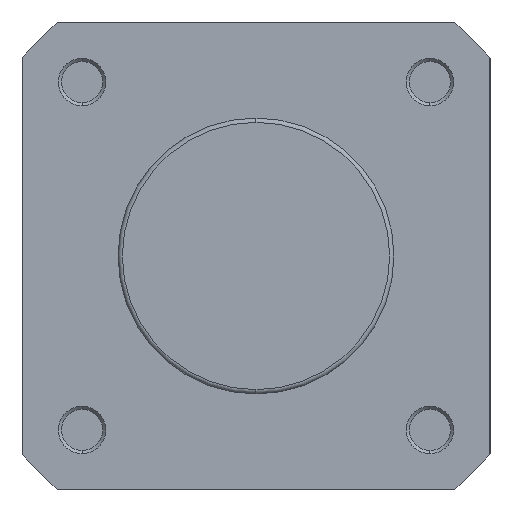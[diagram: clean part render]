
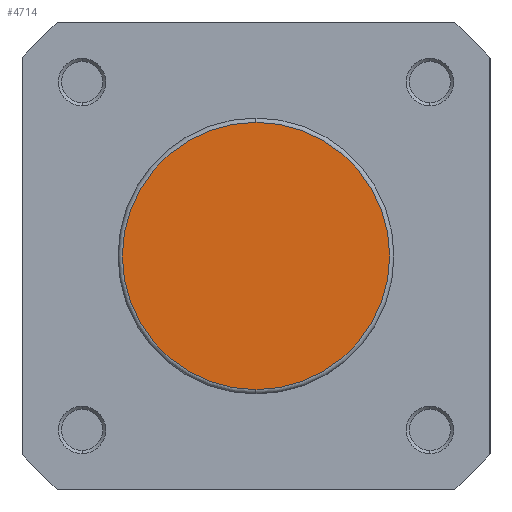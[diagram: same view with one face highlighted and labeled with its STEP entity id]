
A CAD part, left-side view. The second image highlights one B-rep face of the part: STEP entity #4714.
In plain terms, the highlighted planar face has unit normal (-1, 0, 0).
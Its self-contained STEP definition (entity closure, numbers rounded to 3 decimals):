
#1161 = VERTEX_POINT ( 'NONE', #1700 ) ;
#1333 = VERTEX_POINT ( 'NONE', #1555 ) ;
#1446 = DIRECTION ( 'NONE',  ( 0., 0., -1. ) ) ;
#1461 = DIRECTION ( 'NONE',  ( -1., 0., 0. ) ) ;
#1464 = CARTESIAN_POINT ( 'NONE',  ( 0., 0., 0. ) ) ;
#1555 = CARTESIAN_POINT ( 'NONE',  ( 0., 0., -21.7 ) ) ;
#1700 = CARTESIAN_POINT ( 'NONE',  ( 0., 0., 21.7 ) ) ;
#1876 = EDGE_CURVE ( 'NONE', #1333, #1161, #6091, .T. ) ;
#2187 = DIRECTION ( 'NONE',  ( 0., 0., -1. ) ) ;
#2190 = DIRECTION ( 'NONE',  ( 1., 0., 0. ) ) ;
#2198 = PLANE ( 'NONE',  #3236 ) ;
#2201 = CARTESIAN_POINT ( 'NONE',  ( 0., 22.4, 0. ) ) ;
#3075 = AXIS2_PLACEMENT_3D ( 'NONE', #1464, #1461, #1446 ) ;
#3236 = AXIS2_PLACEMENT_3D ( 'NONE', #2201, #2190, #2187 ) ;
#3451 = AXIS2_PLACEMENT_3D ( 'NONE', #4501, #4502, #4503 ) ;
#3589 = FACE_OUTER_BOUND ( 'NONE', #4971, .T. ) ;
#3996 = CIRCLE ( 'NONE', #3451, 21.7 ) ;
#4501 = CARTESIAN_POINT ( 'NONE',  ( 0., 0., 0. ) ) ;
#4502 = DIRECTION ( 'NONE',  ( -1., 0., 0. ) ) ;
#4503 = DIRECTION ( 'NONE',  ( 0., 0., -1. ) ) ;
#4714 = ADVANCED_FACE ( 'NONE', ( #3589 ), #2198, .F. ) ;
#4971 = EDGE_LOOP ( 'NONE', ( #5440, #5439 ) ) ;
#5439 = ORIENTED_EDGE ( 'NONE', *, *, #6253, .T. ) ;
#5440 = ORIENTED_EDGE ( 'NONE', *, *, #1876, .T. ) ;
#6091 = CIRCLE ( 'NONE', #3075, 21.7 ) ;
#6253 = EDGE_CURVE ( 'NONE', #1161, #1333, #3996, .T. ) ;
